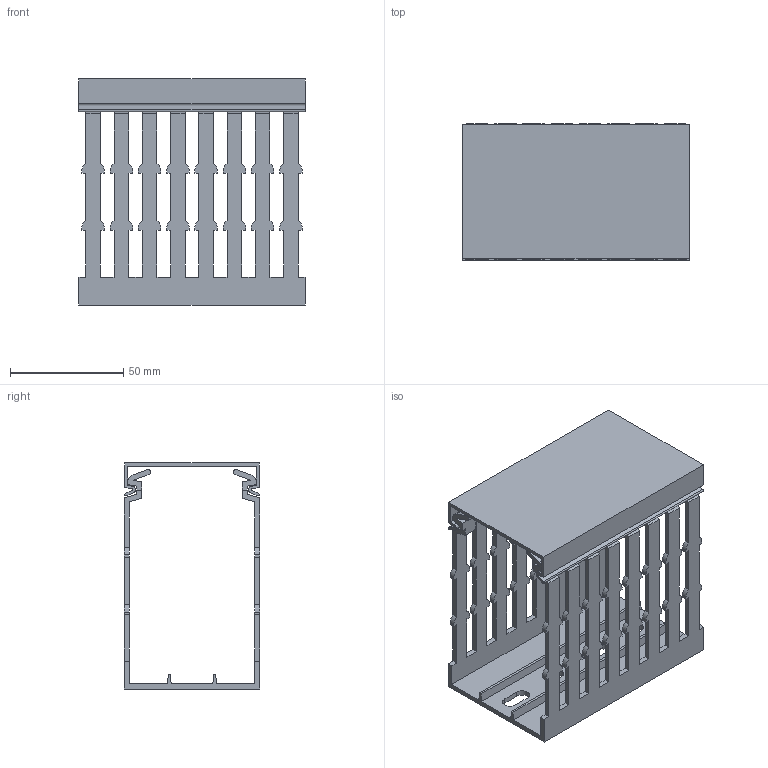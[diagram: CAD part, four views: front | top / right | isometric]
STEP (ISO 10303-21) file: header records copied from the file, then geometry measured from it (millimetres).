
FILE_DESCRIPTION((''),'2;1');
FILE_NAME('BA7A1000600_ASM','2022-04-04T09:21:06',('buserr'),(''),'CREO PARAMETRIC BY PTC INC, 2021184','CREO PARAMETRIC BY PTC INC, 2021184','');
FILE_SCHEMA(('AUTOMOTIVE_DESIGN { 1 0 10303 214 1 1 1 1 }'));
Length unit declared in the file: millimetre
Products named in the file (3): PROXY_BA7A1000601; PROXY_BA7A602; BA7A1000600_ASM
Assembly tree (2 placements, depth 2):
  BA7A1000600_ASM
    PROXY_BA7A1000601
    PROXY_BA7A602
Bounding box: 100 x 60.1 x 100 mm (x, y, z)
Volume: 58448.2 mm3; surface area: 68266.5 mm2
Topology: 2 solids, 2 shells, 600 faces, 1875 edges, 1295 vertices
Faces by surface type: plane 474, cylinder 126
Entity records: 27684 total; most frequent: CARTESIAN_POINT 3751, ORIENTED_EDGE 3576, DIRECTION 3494, PRESENTATION_STYLE_ASSIGNMENT 1828, STYLED_ITEM 1828, CURVE_STYLE 1827, EDGE_CURVE 1788, VECTOR 1595
